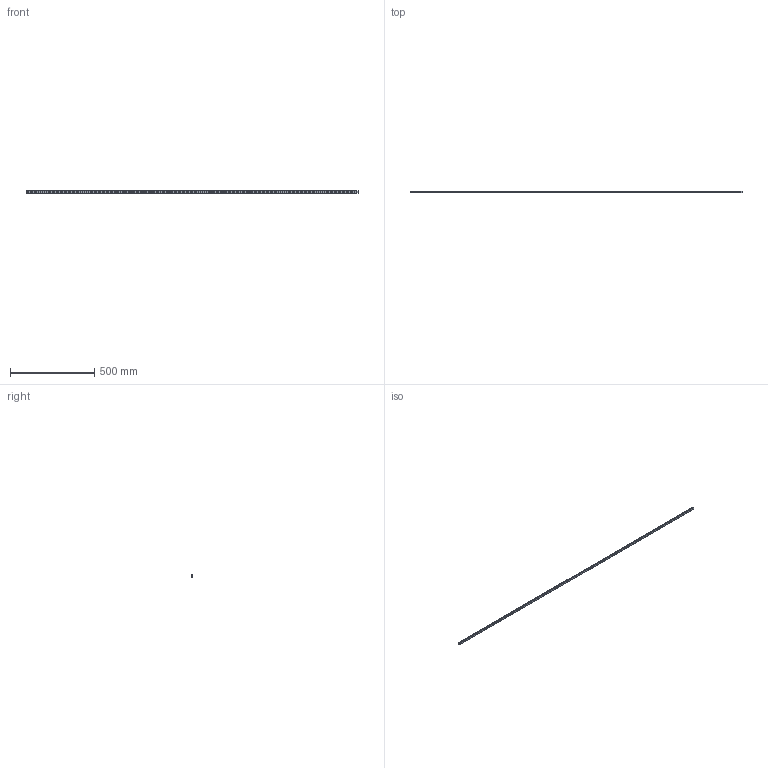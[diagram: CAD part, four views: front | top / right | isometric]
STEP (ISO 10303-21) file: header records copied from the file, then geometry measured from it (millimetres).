
FILE_DESCRIPTION (( 'STEP AP214' ), '1' );
FILE_NAME ('SRS12MSS-1970LTM_G10_0_0_0_0_0_1.STEP', '2021-08-10T12:45:49', ( '' ), ( '' ), 'SwSTEP 2.0', 'SolidWorks 2021', '' );
FILE_SCHEMA (( 'AUTOMOTIVE_DESIGN' ));
Length unit declared in the file: millimetre
Products named in the file (2): _SRS12M197010 Track; SRS12MSS-1970LTM_G10_0_0_0_0_0_1
Assembly tree (1 placements, depth 2):
  SRS12MSS-1970LTM_G10_0_0_0_0_0_1
    _SRS12M197010 Track
Bounding box: 1970 x 7.5 x 12 mm (x, y, z)
Volume: 159854.9 mm3; surface area: 84949.1 mm2
Topology: 1 solids, 1 shells, 435 faces, 1060 edges, 706 vertices
Faces by surface type: cylinder 327, plane 108
Entity records: 13506 total; most frequent: DIRECTION 2568, CARTESIAN_POINT 2253, ORIENTED_EDGE 2120, AXIS2_PLACEMENT_3D 1085, EDGE_CURVE 1060, VERTEX_POINT 706, EDGE_LOOP 672, CIRCLE 646
